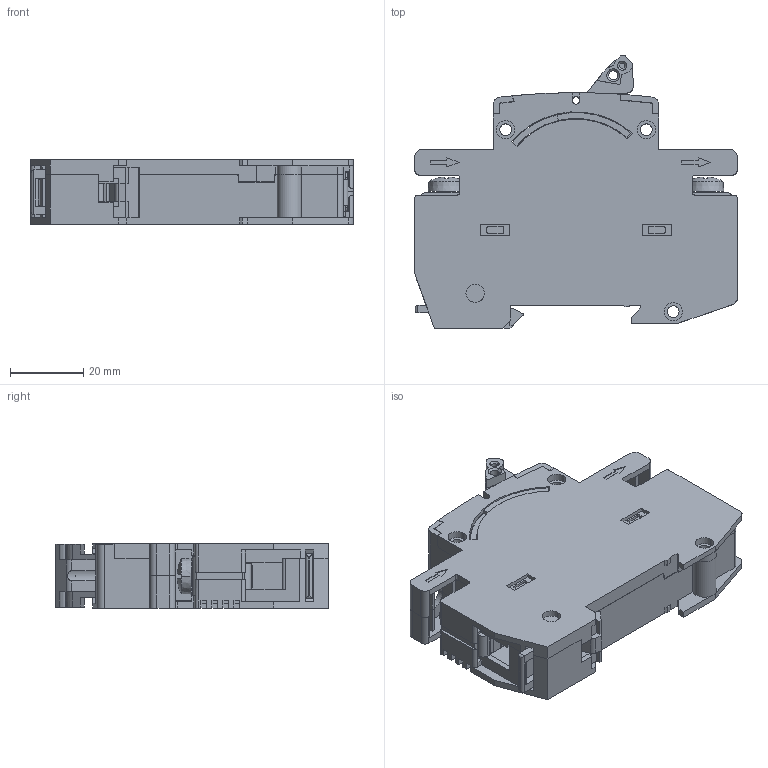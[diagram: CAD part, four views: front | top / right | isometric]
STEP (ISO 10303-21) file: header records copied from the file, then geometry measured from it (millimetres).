
FILE_DESCRIPTION((''),'2;1');
FILE_NAME('ASM0104D_ASM','2021-05-12T',('marketing.praksa'),('Audax d.o.o.'),'CREO PARAMETRIC BY PTC INC, 2017480','CREO PARAMETRIC BY PTC INC, 2017480','');
FILE_SCHEMA(('AUTOMOTIVE_DESIGN { 1 0 10303 214 1 1 1 1 }'));
Length unit declared in the file: millimetre
Products named in the file (11): 0000017821__1; 0000021480_3; 0000037089_AF1_2; 0000022342_2; 0000017863_3; 0000005559_15; 0000003388_2; PRT0005BSHUIT; 0000001148_2; WL-BASE; ASM0104D_ASM
Assembly tree (12 placements, depth 2):
  ASM0104D_ASM
    0000017821__1
    0000021480_3
    0000037089_AF1_2
    0000022342_2
    0000017863_3
    0000005559_15  x2
    0000003388_2  x2
    PRT0005BSHUIT
    0000001148_2
    WL-BASE
Bounding box: 88 x 74.67 x 17.6 mm (x, y, z)
Volume: 98533.6 mm3; surface area: 45128.3 mm2
Topology: 14 solids, 16 shells, 1465 faces, 4145 edges, 2757 vertices
Faces by surface type: plane 1117, cylinder 297, cone 43, sphere 4, torus 4
Entity records: 65617 total; most frequent: CARTESIAN_POINT 8516, ORIENTED_EDGE 7450, DIRECTION 6859, PRESENTATION_STYLE_ASSIGNMENT 5053, STYLED_ITEM 5053, CURVE_STYLE 3725, EDGE_CURVE 3725, VECTOR 2799
